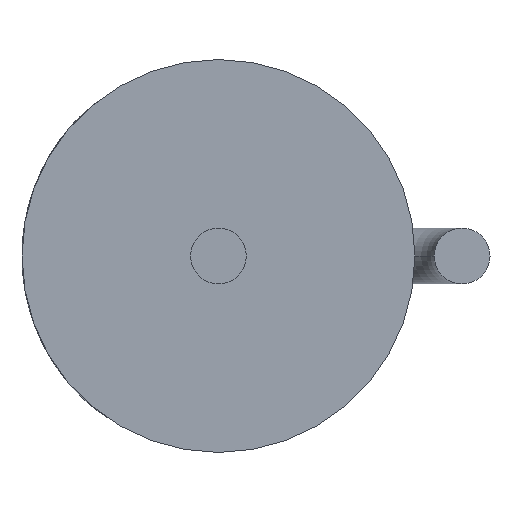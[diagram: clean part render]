
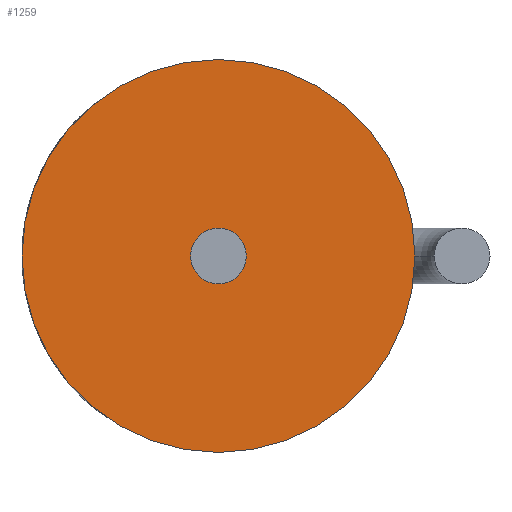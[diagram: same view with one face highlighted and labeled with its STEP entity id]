
A CAD part, front view. The second image highlights one B-rep face of the part: STEP entity #1259.
In plain terms, the highlighted planar face has unit normal (0, -1, 0).
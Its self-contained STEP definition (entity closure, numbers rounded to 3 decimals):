
#152 = CARTESIAN_POINT ( 'NONE',  ( 0., 2., 0. ) ) ;
#162 = DIRECTION ( 'NONE',  ( 0., 0., 1. ) ) ;
#214 = AXIS2_PLACEMENT_3D ( 'NONE', #2446, #874, #4697 ) ;
#237 = DIRECTION ( 'NONE',  ( 0., 1., 0. ) ) ;
#396 = AXIS2_PLACEMENT_3D ( 'NONE', #3551, #2402, #1982 ) ;
#416 = EDGE_CURVE ( 'NONE', #3817, #1305, #3834, .T. ) ;
#573 = CARTESIAN_POINT ( 'NONE',  ( 0., 2., -4.3 ) ) ;
#787 = VERTEX_POINT ( 'NONE', #2692 ) ;
#874 = DIRECTION ( 'NONE',  ( 0., -1., 0. ) ) ;
#1126 = DIRECTION ( 'NONE',  ( 0., 1., 0. ) ) ;
#1147 = FACE_OUTER_BOUND ( 'NONE', #2370, .T. ) ;
#1156 = VERTEX_POINT ( 'NONE', #4323 ) ;
#1173 = CARTESIAN_POINT ( 'NONE',  ( 0., 2., 0. ) ) ;
#1259 = ADVANCED_FACE ( 'NONE', ( #3475, #1147 ), #1558, .F. ) ;
#1305 = VERTEX_POINT ( 'NONE', #4743 ) ;
#1558 = PLANE ( 'NONE',  #3057 ) ;
#1733 = CARTESIAN_POINT ( 'NONE',  ( 0., 2., 0. ) ) ;
#1789 = EDGE_CURVE ( 'NONE', #1156, #787, #2369, .T. ) ;
#1882 = CIRCLE ( 'NONE', #3743, 4.3 ) ;
#1982 = DIRECTION ( 'NONE',  ( 0., 0., 1. ) ) ;
#2234 = ORIENTED_EDGE ( 'NONE', *, *, #1789, .F. ) ;
#2369 = CIRCLE ( 'NONE', #396, 0.61 ) ;
#2370 = EDGE_LOOP ( 'NONE', ( #2568, #4591 ) ) ;
#2402 = DIRECTION ( 'NONE',  ( 0., -1., 0. ) ) ;
#2446 = CARTESIAN_POINT ( 'NONE',  ( 0., 2., 0. ) ) ;
#2506 = ORIENTED_EDGE ( 'NONE', *, *, #2917, .F. ) ;
#2568 = ORIENTED_EDGE ( 'NONE', *, *, #416, .F. ) ;
#2687 = EDGE_LOOP ( 'NONE', ( #2234, #2506 ) ) ;
#2692 = CARTESIAN_POINT ( 'NONE',  ( -0.61, 2., 0. ) ) ;
#2738 = DIRECTION ( 'NONE',  ( 0., 0., 1. ) ) ;
#2917 = EDGE_CURVE ( 'NONE', #787, #1156, #4735, .T. ) ;
#2924 = AXIS2_PLACEMENT_3D ( 'NONE', #1733, #3282, #162 ) ;
#3057 = AXIS2_PLACEMENT_3D ( 'NONE', #1173, #1126, #2738 ) ;
#3282 = DIRECTION ( 'NONE',  ( 0., 1., 0. ) ) ;
#3475 = FACE_BOUND ( 'NONE', #2687, .T. ) ;
#3551 = CARTESIAN_POINT ( 'NONE',  ( 0., 2., 0. ) ) ;
#3743 = AXIS2_PLACEMENT_3D ( 'NONE', #152, #237, #4382 ) ;
#3817 = VERTEX_POINT ( 'NONE', #573 ) ;
#3834 = CIRCLE ( 'NONE', #2924, 4.3 ) ;
#4323 = CARTESIAN_POINT ( 'NONE',  ( 0.61, 2., 0. ) ) ;
#4382 = DIRECTION ( 'NONE',  ( 0., 0., 1. ) ) ;
#4591 = ORIENTED_EDGE ( 'NONE', *, *, #4675, .F. ) ;
#4675 = EDGE_CURVE ( 'NONE', #1305, #3817, #1882, .T. ) ;
#4697 = DIRECTION ( 'NONE',  ( 0., 0., 1. ) ) ;
#4735 = CIRCLE ( 'NONE', #214, 0.61 ) ;
#4743 = CARTESIAN_POINT ( 'NONE',  ( 0., 2., 4.3 ) ) ;
